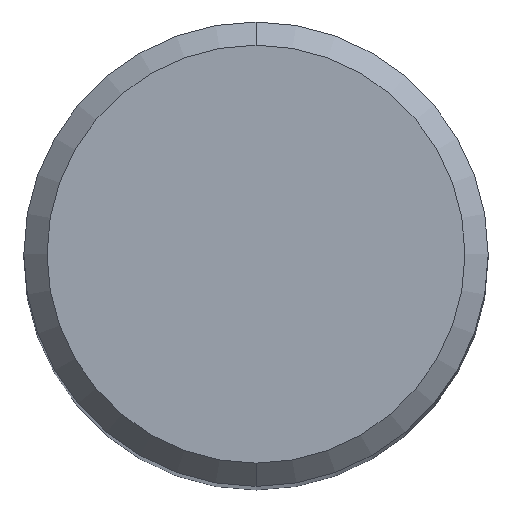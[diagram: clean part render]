
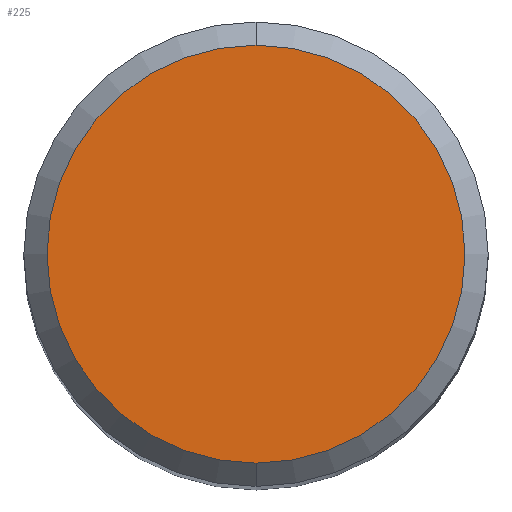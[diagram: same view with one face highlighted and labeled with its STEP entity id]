
A CAD part, top view. The second image highlights one B-rep face of the part: STEP entity #225.
In plain terms, the highlighted planar face has unit normal (0, 0, 1).
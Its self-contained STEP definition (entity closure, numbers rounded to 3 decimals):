
#103=VERTEX_POINT('',#254);
#125=EDGE_CURVE('',#103,#219,#279,.T.);
#199=EDGE_CURVE('',#219,#103,#362,.T.);
#219=VERTEX_POINT('',#383);
#225=ADVANCED_FACE('',(#391),#392,.T.);
#254=CARTESIAN_POINT('',(0.0,3.6,0.0));
#279=CIRCLE('',#447,3.6);
#362=CIRCLE('',#554,3.6);
#383=CARTESIAN_POINT('',(0.,-3.6,0.0));
#391=FACE_OUTER_BOUND('',#592,.T.);
#392=PLANE('',#593);
#447=AXIS2_PLACEMENT_3D('',#636,#637,#638);
#554=AXIS2_PLACEMENT_3D('',#733,#734,#735);
#592=EDGE_LOOP('',(#777,#778));
#593=AXIS2_PLACEMENT_3D('',#779,#780,#781);
#636=CARTESIAN_POINT('',(0.0,0.0,0.0));
#637=DIRECTION('',(0.0,0.0,-1.0));
#638=DIRECTION('',(0.0,1.0,0.0));
#733=CARTESIAN_POINT('',(0.0,0.0,0.0));
#734=DIRECTION('',(0.0,0.0,-1.0));
#735=DIRECTION('',(0.0,1.0,0.0));
#777=ORIENTED_EDGE('',*,*,#125,.F.);
#778=ORIENTED_EDGE('',*,*,#199,.F.);
#779=CARTESIAN_POINT('',(0.0,1.8,0.0));
#780=DIRECTION('',(-0.0,0.0,1.0));
#781=DIRECTION('',(0.0,-1.0,0.0));
